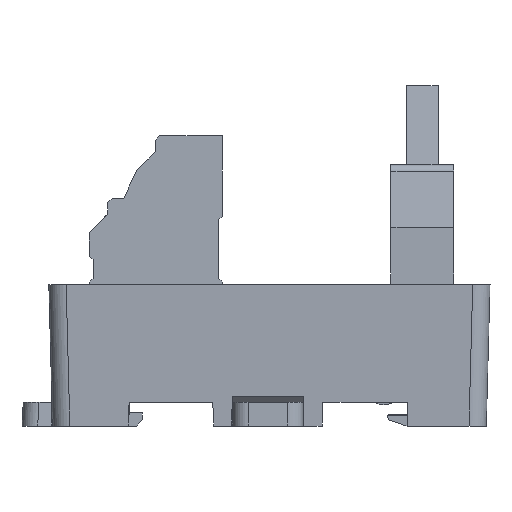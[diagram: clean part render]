
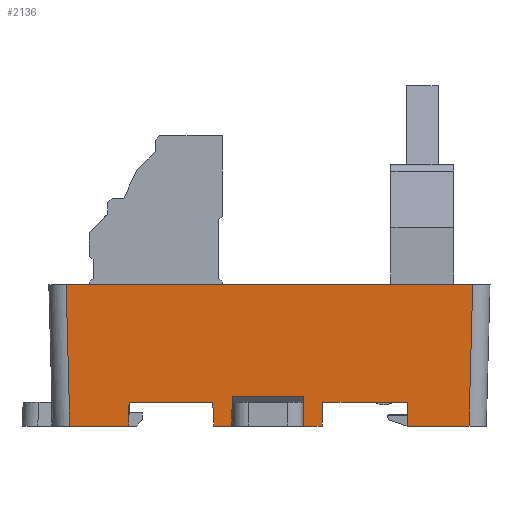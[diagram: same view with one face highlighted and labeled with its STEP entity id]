
A CAD part, left-side view. The second image highlights one B-rep face of the part: STEP entity #2136.
In plain terms, the highlighted planar face has unit normal (-1, 0, -0.026).
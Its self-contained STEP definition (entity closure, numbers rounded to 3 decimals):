
#1434=FACE_OUTER_BOUND('',#3644,.T.);
#2136=ADVANCED_FACE('',(#1434),#2816,.T.);
#2816=PLANE('',#14275);
#3644=EDGE_LOOP('',(#5089,#5090,#5091,#5092,#5093,#5094,#5095,#5096,#5097,
#5098,#5099,#5100,#5101,#5102,#5103,#5104));
#5089=ORIENTED_EDGE('',*,*,#9343,.T.);
#5090=ORIENTED_EDGE('',*,*,#9615,.F.);
#5091=ORIENTED_EDGE('',*,*,#9616,.T.);
#5092=ORIENTED_EDGE('',*,*,#9617,.F.);
#5093=ORIENTED_EDGE('',*,*,#9618,.T.);
#5094=ORIENTED_EDGE('',*,*,#9619,.F.);
#5095=ORIENTED_EDGE('',*,*,#9620,.T.);
#5096=ORIENTED_EDGE('',*,*,#9621,.T.);
#5097=ORIENTED_EDGE('',*,*,#9329,.T.);
#5098=ORIENTED_EDGE('',*,*,#9608,.T.);
#5099=ORIENTED_EDGE('',*,*,#9533,.T.);
#5100=ORIENTED_EDGE('',*,*,#9611,.T.);
#5101=ORIENTED_EDGE('',*,*,#9511,.F.);
#5102=ORIENTED_EDGE('',*,*,#9614,.T.);
#5103=ORIENTED_EDGE('',*,*,#9529,.T.);
#5104=ORIENTED_EDGE('',*,*,#9546,.F.);
#8139=VERTEX_POINT('',#18719);
#8140=VERTEX_POINT('',#18721);
#8153=VERTEX_POINT('',#18747);
#8154=VERTEX_POINT('',#18749);
#8279=VERTEX_POINT('',#19085);
#8280=VERTEX_POINT('',#19086);
#8290=VERTEX_POINT('',#19115);
#8291=VERTEX_POINT('',#19117);
#8294=VERTEX_POINT('',#19124);
#8295=VERTEX_POINT('',#19126);
#8336=VERTEX_POINT('',#19292);
#8337=VERTEX_POINT('',#19294);
#8338=VERTEX_POINT('',#19296);
#8339=VERTEX_POINT('',#19298);
#8340=VERTEX_POINT('',#19300);
#8341=VERTEX_POINT('',#19302);
#9329=EDGE_CURVE('',#8140,#8139,#11076,.T.);
#9343=EDGE_CURVE('',#8154,#8153,#11088,.T.);
#9511=EDGE_CURVE('',#8279,#8280,#11251,.T.);
#9529=EDGE_CURVE('',#8291,#8290,#11265,.T.);
#9533=EDGE_CURVE('',#8295,#8294,#11267,.T.);
#9546=EDGE_CURVE('',#8154,#8290,#11279,.T.);
#9608=EDGE_CURVE('',#8139,#8295,#11337,.T.);
#9611=EDGE_CURVE('',#8294,#8280,#11340,.T.);
#9614=EDGE_CURVE('',#8279,#8291,#11343,.T.);
#9615=EDGE_CURVE('',#8336,#8153,#11344,.T.);
#9616=EDGE_CURVE('',#8336,#8337,#11345,.T.);
#9617=EDGE_CURVE('',#8338,#8337,#11346,.T.);
#9618=EDGE_CURVE('',#8338,#8339,#11347,.T.);
#9619=EDGE_CURVE('',#8340,#8339,#11348,.T.);
#9620=EDGE_CURVE('',#8340,#8341,#11349,.T.);
#9621=EDGE_CURVE('',#8341,#8140,#11350,.T.);
#11076=LINE('',#18720,#12680);
#11088=LINE('',#18748,#12692);
#11251=LINE('',#19084,#12855);
#11265=LINE('',#19116,#12869);
#11267=LINE('',#19125,#12871);
#11279=LINE('',#19150,#12883);
#11337=LINE('',#19277,#12941);
#11340=LINE('',#19282,#12944);
#11343=LINE('',#19289,#12947);
#11344=LINE('',#19291,#12948);
#11345=LINE('',#19293,#12949);
#11346=LINE('',#19295,#12950);
#11347=LINE('',#19297,#12951);
#11348=LINE('',#19299,#12952);
#11349=LINE('',#19301,#12953);
#11350=LINE('',#19303,#12954);
#12680=VECTOR('',#15150,1.);
#12692=VECTOR('',#15166,1.);
#12855=VECTOR('',#15425,1.);
#12869=VECTOR('',#15451,1.);
#12871=VECTOR('',#15459,1.);
#12883=VECTOR('',#15479,1.);
#12941=VECTOR('',#15611,1.);
#12944=VECTOR('',#15618,1.);
#12947=VECTOR('',#15629,1.);
#12948=VECTOR('',#15632,1.);
#12949=VECTOR('',#15633,1.);
#12950=VECTOR('',#15634,1.);
#12951=VECTOR('',#15635,1.);
#12952=VECTOR('',#15636,1.);
#12953=VECTOR('',#15637,1.);
#12954=VECTOR('',#15638,1.);
#14275=AXIS2_PLACEMENT_3D('',#19304,#15639,#15640);
#15150=DIRECTION('',(0.,-1.,0.));
#15166=DIRECTION('',(0.,-1.,0.));
#15425=DIRECTION('',(0.,-1.,0.));
#15451=DIRECTION('',(0.,-1.,0.));
#15459=DIRECTION('',(0.,-1.,0.));
#15479=DIRECTION('',(0.026,0.017,-1.));
#15611=DIRECTION('',(0.026,-0.017,-1.));
#15618=DIRECTION('',(-0.026,-0.026,0.999));
#15629=DIRECTION('',(0.026,-0.026,-0.999));
#15632=DIRECTION('',(-0.026,0.035,0.999));
#15633=DIRECTION('',(0.,-1.,0.));
#15634=DIRECTION('',(0.026,0.009,-1.));
#15635=DIRECTION('',(0.,-1.,0.));
#15636=DIRECTION('',(-0.026,0.009,1.));
#15637=DIRECTION('',(0.,-1.,0.));
#15638=DIRECTION('',(-0.026,-0.035,0.999));
#15639=DIRECTION('',(-1.,0.,-0.026));
#15640=DIRECTION('',(-0.026,0.,1.));
#18719=CARTESIAN_POINT('',(-28.557,-17.704,-13.25));
#18720=CARTESIAN_POINT('',(-28.557,0.046,-13.25));
#18721=CARTESIAN_POINT('',(-28.557,-6.954,-13.25));
#18747=CARTESIAN_POINT('',(-28.557,7.046,-13.25));
#18748=CARTESIAN_POINT('',(-28.557,0.046,-13.25));
#18749=CARTESIAN_POINT('',(-28.557,17.696,-13.25));
#19084=CARTESIAN_POINT('',(-28.95,-0.454,1.75));
#19085=CARTESIAN_POINT('',(-28.95,25.697,1.75));
#19086=CARTESIAN_POINT('',(-28.95,-26.005,1.75));
#19115=CARTESIAN_POINT('',(-28.479,17.748,-16.25));
#19116=CARTESIAN_POINT('',(-28.479,0.046,-16.25));
#19117=CARTESIAN_POINT('',(-28.479,25.225,-16.25));
#19124=CARTESIAN_POINT('',(-28.479,-25.534,-16.25));
#19125=CARTESIAN_POINT('',(-28.479,-0.454,-16.25));
#19126=CARTESIAN_POINT('',(-28.479,-17.757,-16.25));
#19150=CARTESIAN_POINT('',(-28.526,17.717,-14.454));
#19277=CARTESIAN_POINT('',(-28.958,-17.437,2.044));
#19282=CARTESIAN_POINT('',(-28.933,-25.988,1.09));
#19289=CARTESIAN_POINT('',(-28.933,25.679,1.09));
#19291=CARTESIAN_POINT('',(-28.526,7.004,-14.452));
#19292=CARTESIAN_POINT('',(-28.479,6.941,-16.25));
#19293=CARTESIAN_POINT('',(-28.479,0.046,-16.25));
#19294=CARTESIAN_POINT('',(-28.479,4.622,-16.25));
#19295=CARTESIAN_POINT('',(-28.951,4.465,1.79));
#19296=CARTESIAN_POINT('',(-28.576,4.589,-12.524));
#19297=CARTESIAN_POINT('',(-28.576,-209.399,-12.524));
#19298=CARTESIAN_POINT('',(-28.576,-4.498,-12.524));
#19299=CARTESIAN_POINT('',(-28.951,-4.373,1.782));
#19300=CARTESIAN_POINT('',(-28.479,-4.53,-16.25));
#19301=CARTESIAN_POINT('',(-28.479,0.046,-16.25));
#19302=CARTESIAN_POINT('',(-28.479,-6.849,-16.25));
#19303=CARTESIAN_POINT('',(-28.944,-7.469,1.503));
#19304=CARTESIAN_POINT('',(-28.95,-0.454,1.747));
